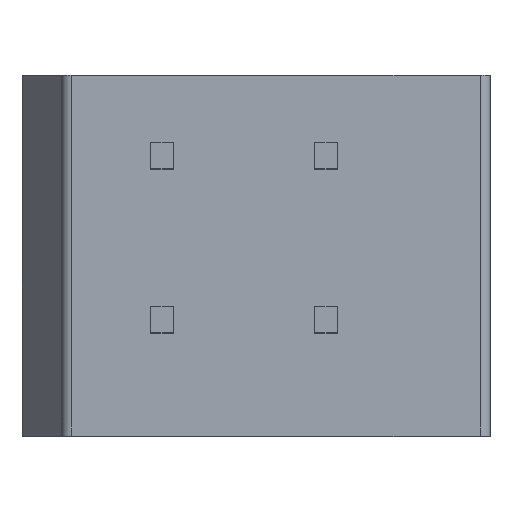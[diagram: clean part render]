
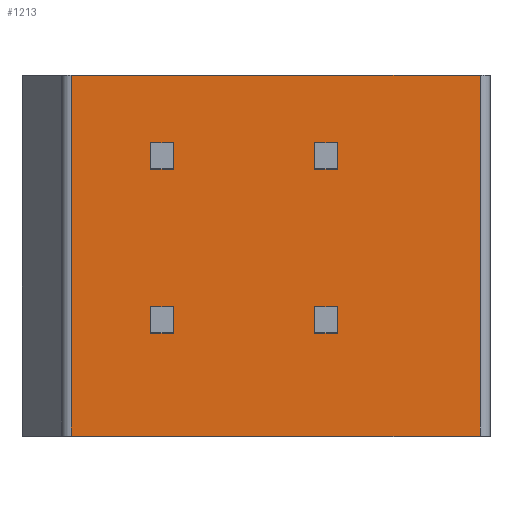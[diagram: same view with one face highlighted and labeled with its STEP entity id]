
A CAD part, top view. The second image highlights one B-rep face of the part: STEP entity #1213.
In plain terms, the highlighted planar face has unit normal (0, 0, 1).
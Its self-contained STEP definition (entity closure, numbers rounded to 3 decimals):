
#24=DIRECTION('',(1.,0.,0.));
#25=VECTOR('',#24,12.463);
#26=CARTESIAN_POINT('',(-5.613,7.46,6.5));
#27=LINE('',#26,#25);
#143=DIRECTION('',(0.,-1.,0.));
#144=VECTOR('',#143,11.);
#145=CARTESIAN_POINT('',(-5.613,7.46,6.5));
#146=LINE('',#145,#144);
#147=DIRECTION('',(0.,-1.,0.));
#148=VECTOR('',#147,11.);
#149=CARTESIAN_POINT('',(6.85,7.46,6.5));
#150=LINE('',#149,#148);
#151=DIRECTION('',(1.,0.,0.));
#152=VECTOR('',#151,0.7);
#153=CARTESIAN_POINT('',(1.8,-0.4,6.5));
#154=LINE('',#153,#152);
#155=DIRECTION('',(0.,1.,0.));
#156=VECTOR('',#155,0.8);
#157=CARTESIAN_POINT('',(2.5,-0.4,6.5));
#158=LINE('',#157,#156);
#159=DIRECTION('',(-1.,0.,0.));
#160=VECTOR('',#159,0.7);
#161=CARTESIAN_POINT('',(2.5,0.4,6.5));
#162=LINE('',#161,#160);
#163=DIRECTION('',(0.,-1.,0.));
#164=VECTOR('',#163,0.8);
#165=CARTESIAN_POINT('',(1.8,0.4,6.5));
#166=LINE('',#165,#164);
#167=DIRECTION('',(0.,1.,0.));
#168=VECTOR('',#167,0.8);
#169=CARTESIAN_POINT('',(-2.5,-0.4,6.5));
#170=LINE('',#169,#168);
#171=DIRECTION('',(-1.,0.,0.));
#172=VECTOR('',#171,0.7);
#173=CARTESIAN_POINT('',(-2.5,0.4,6.5));
#174=LINE('',#173,#172);
#175=DIRECTION('',(0.,-1.,0.));
#176=VECTOR('',#175,0.8);
#177=CARTESIAN_POINT('',(-3.2,0.4,6.5));
#178=LINE('',#177,#176);
#179=DIRECTION('',(1.,0.,0.));
#180=VECTOR('',#179,0.7);
#181=CARTESIAN_POINT('',(-3.2,-0.4,6.5));
#182=LINE('',#181,#180);
#183=DIRECTION('',(1.,0.,0.));
#184=VECTOR('',#183,0.7);
#185=CARTESIAN_POINT('',(1.8,4.6,6.5));
#186=LINE('',#185,#184);
#187=DIRECTION('',(0.,1.,0.));
#188=VECTOR('',#187,0.8);
#189=CARTESIAN_POINT('',(2.5,4.6,6.5));
#190=LINE('',#189,#188);
#191=DIRECTION('',(-1.,0.,0.));
#192=VECTOR('',#191,0.7);
#193=CARTESIAN_POINT('',(2.5,5.4,6.5));
#194=LINE('',#193,#192);
#195=DIRECTION('',(0.,-1.,0.));
#196=VECTOR('',#195,0.8);
#197=CARTESIAN_POINT('',(1.8,5.4,6.5));
#198=LINE('',#197,#196);
#199=DIRECTION('',(0.,1.,0.));
#200=VECTOR('',#199,0.8);
#201=CARTESIAN_POINT('',(-2.5,4.6,6.5));
#202=LINE('',#201,#200);
#203=DIRECTION('',(-1.,0.,0.));
#204=VECTOR('',#203,0.7);
#205=CARTESIAN_POINT('',(-2.5,5.4,6.5));
#206=LINE('',#205,#204);
#207=DIRECTION('',(0.,-1.,0.));
#208=VECTOR('',#207,0.8);
#209=CARTESIAN_POINT('',(-3.2,5.4,6.5));
#210=LINE('',#209,#208);
#211=DIRECTION('',(1.,0.,0.));
#212=VECTOR('',#211,0.7);
#213=CARTESIAN_POINT('',(-3.2,4.6,6.5));
#214=LINE('',#213,#212);
#295=DIRECTION('',(-1.,0.,0.));
#296=VECTOR('',#295,12.463);
#297=CARTESIAN_POINT('',(6.85,-3.54,6.5));
#298=LINE('',#297,#296);
#765=CARTESIAN_POINT('',(6.85,7.46,6.5));
#767=VERTEX_POINT('',#765);
#770=CARTESIAN_POINT('',(-5.613,7.46,6.5));
#772=VERTEX_POINT('',#770);
#783=CARTESIAN_POINT('',(6.85,-3.54,6.5));
#784=VERTEX_POINT('',#783);
#785=CARTESIAN_POINT('',(-5.613,-3.54,6.5));
#786=VERTEX_POINT('',#785);
#877=CARTESIAN_POINT('',(1.8,-0.4,6.5));
#878=CARTESIAN_POINT('',(2.5,-0.4,6.5));
#879=VERTEX_POINT('',#877);
#880=VERTEX_POINT('',#878);
#881=CARTESIAN_POINT('',(2.5,0.4,6.5));
#882=VERTEX_POINT('',#881);
#883=CARTESIAN_POINT('',(1.8,0.4,6.5));
#884=VERTEX_POINT('',#883);
#885=CARTESIAN_POINT('',(-2.5,-0.4,6.5));
#886=CARTESIAN_POINT('',(-2.5,0.4,6.5));
#887=VERTEX_POINT('',#885);
#888=VERTEX_POINT('',#886);
#889=CARTESIAN_POINT('',(-3.2,0.4,6.5));
#890=VERTEX_POINT('',#889);
#891=CARTESIAN_POINT('',(-3.2,-0.4,6.5));
#892=VERTEX_POINT('',#891);
#973=CARTESIAN_POINT('',(1.8,4.6,6.5));
#974=CARTESIAN_POINT('',(2.5,4.6,6.5));
#975=VERTEX_POINT('',#973);
#976=VERTEX_POINT('',#974);
#977=CARTESIAN_POINT('',(2.5,5.4,6.5));
#978=VERTEX_POINT('',#977);
#979=CARTESIAN_POINT('',(1.8,5.4,6.5));
#980=VERTEX_POINT('',#979);
#981=CARTESIAN_POINT('',(-2.5,4.6,6.5));
#982=CARTESIAN_POINT('',(-2.5,5.4,6.5));
#983=VERTEX_POINT('',#981);
#984=VERTEX_POINT('',#982);
#985=CARTESIAN_POINT('',(-3.2,5.4,6.5));
#986=VERTEX_POINT('',#985);
#987=CARTESIAN_POINT('',(-3.2,4.6,6.5));
#988=VERTEX_POINT('',#987);
#1160=CARTESIAN_POINT('',(-5.85,-2.54,6.5));
#1161=DIRECTION('',(0.,0.,1.));
#1162=DIRECTION('',(1.,0.,0.));
#1163=AXIS2_PLACEMENT_3D('',#1160,#1161,#1162);
#1164=PLANE('',#1163);
#1166=ORIENTED_EDGE('',*,*,#1165,.T.);
#1168=ORIENTED_EDGE('',*,*,#1167,.T.);
#1169=ORIENTED_EDGE('',*,*,#1151,.F.);
#1170=ORIENTED_EDGE('',*,*,#1004,.T.);
#1171=EDGE_LOOP('',(#1166,#1168,#1169,#1170));
#1172=FACE_OUTER_BOUND('',#1171,.F.);
#1174=ORIENTED_EDGE('',*,*,#1173,.T.);
#1176=ORIENTED_EDGE('',*,*,#1175,.T.);
#1178=ORIENTED_EDGE('',*,*,#1177,.T.);
#1180=ORIENTED_EDGE('',*,*,#1179,.T.);
#1181=EDGE_LOOP('',(#1174,#1176,#1178,#1180));
#1182=FACE_BOUND('',#1181,.F.);
#1184=ORIENTED_EDGE('',*,*,#1183,.T.);
#1186=ORIENTED_EDGE('',*,*,#1185,.T.);
#1188=ORIENTED_EDGE('',*,*,#1187,.T.);
#1190=ORIENTED_EDGE('',*,*,#1189,.T.);
#1191=EDGE_LOOP('',(#1184,#1186,#1188,#1190));
#1192=FACE_BOUND('',#1191,.F.);
#1194=ORIENTED_EDGE('',*,*,#1193,.T.);
#1196=ORIENTED_EDGE('',*,*,#1195,.T.);
#1198=ORIENTED_EDGE('',*,*,#1197,.T.);
#1200=ORIENTED_EDGE('',*,*,#1199,.T.);
#1201=EDGE_LOOP('',(#1194,#1196,#1198,#1200));
#1202=FACE_BOUND('',#1201,.F.);
#1204=ORIENTED_EDGE('',*,*,#1203,.T.);
#1206=ORIENTED_EDGE('',*,*,#1205,.T.);
#1208=ORIENTED_EDGE('',*,*,#1207,.T.);
#1210=ORIENTED_EDGE('',*,*,#1209,.T.);
#1211=EDGE_LOOP('',(#1204,#1206,#1208,#1210));
#1212=FACE_BOUND('',#1211,.F.);
#1213=ADVANCED_FACE('',(#1172,#1182,#1192,#1202,#1212),#1164,.T.);
#1004=EDGE_CURVE('',#772,#767,#27,.T.);
#1151=EDGE_CURVE('',#772,#786,#146,.T.);
#1165=EDGE_CURVE('',#767,#784,#150,.T.);
#1167=EDGE_CURVE('',#784,#786,#298,.T.);
#1173=EDGE_CURVE('',#879,#880,#154,.T.);
#1175=EDGE_CURVE('',#880,#882,#158,.T.);
#1177=EDGE_CURVE('',#882,#884,#162,.T.);
#1179=EDGE_CURVE('',#884,#879,#166,.T.);
#1183=EDGE_CURVE('',#887,#888,#170,.T.);
#1185=EDGE_CURVE('',#888,#890,#174,.T.);
#1187=EDGE_CURVE('',#890,#892,#178,.T.);
#1189=EDGE_CURVE('',#892,#887,#182,.T.);
#1193=EDGE_CURVE('',#975,#976,#186,.T.);
#1195=EDGE_CURVE('',#976,#978,#190,.T.);
#1197=EDGE_CURVE('',#978,#980,#194,.T.);
#1199=EDGE_CURVE('',#980,#975,#198,.T.);
#1203=EDGE_CURVE('',#983,#984,#202,.T.);
#1205=EDGE_CURVE('',#984,#986,#206,.T.);
#1207=EDGE_CURVE('',#986,#988,#210,.T.);
#1209=EDGE_CURVE('',#988,#983,#214,.T.);
